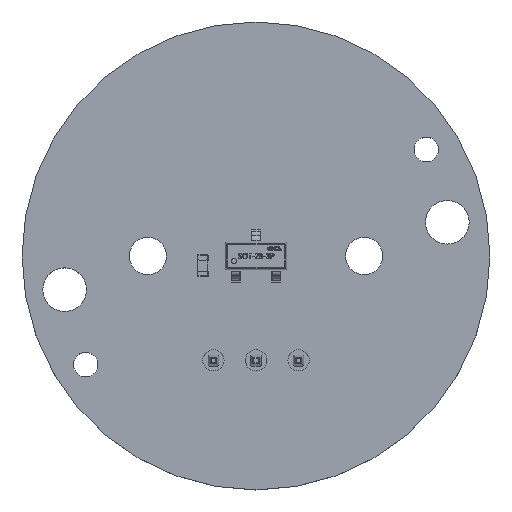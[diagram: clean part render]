
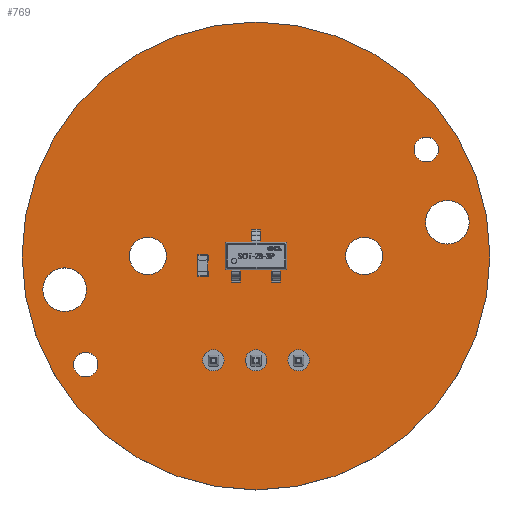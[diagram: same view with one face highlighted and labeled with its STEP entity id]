
A CAD part, top view. The second image highlights one B-rep face of the part: STEP entity #769.
In plain terms, the highlighted planar face has unit normal (0, 0, 1).
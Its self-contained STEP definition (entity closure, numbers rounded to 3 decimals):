
#70 = VERTEX_POINT('',#71);
#71 = CARTESIAN_POINT('',(-10.987,0.,
    1.6));
#77 = EDGE_CURVE('',#70,#78,#80,.T.);
#78 = VERTEX_POINT('',#79);
#79 = CARTESIAN_POINT('',(10.987,0.,
    1.6));
#80 = CIRCLE('',#81,10.987);
#81 = AXIS2_PLACEMENT_3D('',#82,#83,#84);
#82 = CARTESIAN_POINT('',(0.,0.,1.6));
#83 = DIRECTION('',(0.,0.,-1.));
#84 = DIRECTION('',(-1.,0.,0.));
#110 = EDGE_CURVE('',#78,#70,#111,.T.);
#111 = CIRCLE('',#112,10.987);
#112 = AXIS2_PLACEMENT_3D('',#113,#114,#115);
#113 = CARTESIAN_POINT('',(0.,0.,
    1.6));
#114 = DIRECTION('',(-0.,0.,-1.));
#115 = DIRECTION('',(1.,0.,-0.));
#136 = VERTEX_POINT('',#137);
#137 = CARTESIAN_POINT('',(-7.961,-1.584,
    1.6));
#143 = EDGE_CURVE('',#136,#144,#146,.T.);
#144 = VERTEX_POINT('',#145);
#145 = CARTESIAN_POINT('',(-10.011,-1.584,
    1.6));
#146 = CIRCLE('',#147,1.025);
#147 = AXIS2_PLACEMENT_3D('',#148,#149,#150);
#148 = CARTESIAN_POINT('',(-8.986,-1.584,
    1.6));
#149 = DIRECTION('',(0.,0.,1.));
#150 = DIRECTION('',(1.,0.,-0.));
#176 = EDGE_CURVE('',#144,#136,#177,.T.);
#177 = CIRCLE('',#178,1.025);
#178 = AXIS2_PLACEMENT_3D('',#179,#180,#181);
#179 = CARTESIAN_POINT('',(-8.986,-1.584,
    1.6));
#180 = DIRECTION('',(0.,0.,1.));
#181 = DIRECTION('',(-1.,0.,0.));
#202 = VERTEX_POINT('',#203);
#203 = CARTESIAN_POINT('',(-7.424,-5.1,1.6));
#209 = EDGE_CURVE('',#202,#210,#212,.T.);
#210 = VERTEX_POINT('',#211);
#211 = CARTESIAN_POINT('',(-8.576,-5.1,1.6));
#212 = CIRCLE('',#213,0.576);
#213 = AXIS2_PLACEMENT_3D('',#214,#215,#216);
#214 = CARTESIAN_POINT('',(-8.,-5.1,1.6));
#215 = DIRECTION('',(0.,0.,1.));
#216 = DIRECTION('',(1.,0.,-0.));
#242 = EDGE_CURVE('',#210,#202,#243,.T.);
#243 = CIRCLE('',#244,0.576);
#244 = AXIS2_PLACEMENT_3D('',#245,#246,#247);
#245 = CARTESIAN_POINT('',(-8.,-5.1,1.6));
#246 = DIRECTION('',(0.,0.,1.));
#247 = DIRECTION('',(-1.,0.,0.));
#268 = VERTEX_POINT('',#269);
#269 = CARTESIAN_POINT('',(-4.205,0.,
    1.6));
#275 = EDGE_CURVE('',#268,#276,#278,.T.);
#276 = VERTEX_POINT('',#277);
#277 = CARTESIAN_POINT('',(-5.955,0.,
    1.6));
#278 = CIRCLE('',#279,0.875);
#279 = AXIS2_PLACEMENT_3D('',#280,#281,#282);
#280 = CARTESIAN_POINT('',(-5.08,0.,
    1.6));
#281 = DIRECTION('',(0.,0.,1.));
#282 = DIRECTION('',(1.,0.,-0.));
#308 = EDGE_CURVE('',#276,#268,#309,.T.);
#309 = CIRCLE('',#310,0.875);
#310 = AXIS2_PLACEMENT_3D('',#311,#312,#313);
#311 = CARTESIAN_POINT('',(-5.08,0.,
    1.6));
#312 = DIRECTION('',(0.,0.,1.));
#313 = DIRECTION('',(-1.,0.,0.));
#334 = VERTEX_POINT('',#335);
#335 = CARTESIAN_POINT('',(-1.5,-4.9,1.6));
#341 = EDGE_CURVE('',#334,#342,#344,.T.);
#342 = VERTEX_POINT('',#343);
#343 = CARTESIAN_POINT('',(-2.5,-4.9,1.6));
#344 = CIRCLE('',#345,0.5);
#345 = AXIS2_PLACEMENT_3D('',#346,#347,#348);
#346 = CARTESIAN_POINT('',(-2.,-4.9,1.6));
#347 = DIRECTION('',(0.,0.,1.));
#348 = DIRECTION('',(1.,0.,-0.));
#374 = EDGE_CURVE('',#342,#334,#375,.T.);
#375 = CIRCLE('',#376,0.5);
#376 = AXIS2_PLACEMENT_3D('',#377,#378,#379);
#377 = CARTESIAN_POINT('',(-2.,-4.9,1.6));
#378 = DIRECTION('',(0.,0.,1.));
#379 = DIRECTION('',(-1.,0.,0.));
#400 = VERTEX_POINT('',#401);
#401 = CARTESIAN_POINT('',(0.501,-4.9,1.6));
#407 = EDGE_CURVE('',#400,#408,#410,.T.);
#408 = VERTEX_POINT('',#409);
#409 = CARTESIAN_POINT('',(-0.499,-4.9,1.6));
#410 = CIRCLE('',#411,0.5);
#411 = AXIS2_PLACEMENT_3D('',#412,#413,#414);
#412 = CARTESIAN_POINT('',(0.001,-4.9,1.6));
#413 = DIRECTION('',(0.,0.,1.));
#414 = DIRECTION('',(1.,0.,-0.));
#440 = EDGE_CURVE('',#408,#400,#441,.T.);
#441 = CIRCLE('',#442,0.5);
#442 = AXIS2_PLACEMENT_3D('',#443,#444,#445);
#443 = CARTESIAN_POINT('',(0.001,-4.9,1.6));
#444 = DIRECTION('',(0.,0.,1.));
#445 = DIRECTION('',(-1.,0.,0.));
#466 = VERTEX_POINT('',#467);
#467 = CARTESIAN_POINT('',(2.501,-4.9,1.6));
#473 = EDGE_CURVE('',#466,#474,#476,.T.);
#474 = VERTEX_POINT('',#475);
#475 = CARTESIAN_POINT('',(1.501,-4.9,1.6));
#476 = CIRCLE('',#477,0.5);
#477 = AXIS2_PLACEMENT_3D('',#478,#479,#480);
#478 = CARTESIAN_POINT('',(2.001,-4.9,1.6));
#479 = DIRECTION('',(0.,0.,1.));
#480 = DIRECTION('',(1.,0.,-0.));
#506 = EDGE_CURVE('',#474,#466,#507,.T.);
#507 = CIRCLE('',#508,0.5);
#508 = AXIS2_PLACEMENT_3D('',#509,#510,#511);
#509 = CARTESIAN_POINT('',(2.001,-4.9,1.6));
#510 = DIRECTION('',(0.,0.,1.));
#511 = DIRECTION('',(-1.,0.,0.));
#532 = VERTEX_POINT('',#533);
#533 = CARTESIAN_POINT('',(5.955,0.,
    1.6));
#539 = EDGE_CURVE('',#532,#540,#542,.T.);
#540 = VERTEX_POINT('',#541);
#541 = CARTESIAN_POINT('',(4.205,0.,
    1.6));
#542 = CIRCLE('',#543,0.875);
#543 = AXIS2_PLACEMENT_3D('',#544,#545,#546);
#544 = CARTESIAN_POINT('',(5.08,0.,
    1.6));
#545 = DIRECTION('',(0.,0.,1.));
#546 = DIRECTION('',(1.,0.,-0.));
#572 = EDGE_CURVE('',#540,#532,#573,.T.);
#573 = CIRCLE('',#574,0.875);
#574 = AXIS2_PLACEMENT_3D('',#575,#576,#577);
#575 = CARTESIAN_POINT('',(5.08,0.,
    1.6));
#576 = DIRECTION('',(0.,0.,1.));
#577 = DIRECTION('',(-1.,0.,0.));
#598 = VERTEX_POINT('',#599);
#599 = CARTESIAN_POINT('',(8.576,5.,1.6));
#605 = EDGE_CURVE('',#598,#606,#608,.T.);
#606 = VERTEX_POINT('',#607);
#607 = CARTESIAN_POINT('',(7.424,5.,1.6));
#608 = CIRCLE('',#609,0.576);
#609 = AXIS2_PLACEMENT_3D('',#610,#611,#612);
#610 = CARTESIAN_POINT('',(8.,5.,1.6));
#611 = DIRECTION('',(0.,0.,1.));
#612 = DIRECTION('',(1.,0.,-0.));
#638 = EDGE_CURVE('',#606,#598,#639,.T.);
#639 = CIRCLE('',#640,0.576);
#640 = AXIS2_PLACEMENT_3D('',#641,#642,#643);
#641 = CARTESIAN_POINT('',(8.,5.,1.6));
#642 = DIRECTION('',(0.,0.,1.));
#643 = DIRECTION('',(-1.,0.,0.));
#664 = VERTEX_POINT('',#665);
#665 = CARTESIAN_POINT('',(10.011,1.584,1.6
    ));
#671 = EDGE_CURVE('',#664,#672,#674,.T.);
#672 = VERTEX_POINT('',#673);
#673 = CARTESIAN_POINT('',(7.961,1.584,1.6)
  );
#674 = CIRCLE('',#675,1.025);
#675 = AXIS2_PLACEMENT_3D('',#676,#677,#678);
#676 = CARTESIAN_POINT('',(8.986,1.584,1.6)
  );
#677 = DIRECTION('',(0.,0.,1.));
#678 = DIRECTION('',(1.,0.,-0.));
#704 = EDGE_CURVE('',#672,#664,#705,.T.);
#705 = CIRCLE('',#706,1.025);
#706 = AXIS2_PLACEMENT_3D('',#707,#708,#709);
#707 = CARTESIAN_POINT('',(8.986,1.584,1.6)
  );
#708 = DIRECTION('',(0.,0.,1.));
#709 = DIRECTION('',(-1.,0.,0.));
#769 = ADVANCED_FACE('',(#770,#774,#778,#782,#786,#790,#794,#798,#802,
    #806),#810,.F.);
#770 = FACE_BOUND('',#771,.F.);
#771 = EDGE_LOOP('',(#772,#773));
#772 = ORIENTED_EDGE('',*,*,#77,.T.);
#773 = ORIENTED_EDGE('',*,*,#110,.T.);
#774 = FACE_BOUND('',#775,.F.);
#775 = EDGE_LOOP('',(#776,#777));
#776 = ORIENTED_EDGE('',*,*,#143,.T.);
#777 = ORIENTED_EDGE('',*,*,#176,.T.);
#778 = FACE_BOUND('',#779,.F.);
#779 = EDGE_LOOP('',(#780,#781));
#780 = ORIENTED_EDGE('',*,*,#209,.T.);
#781 = ORIENTED_EDGE('',*,*,#242,.T.);
#782 = FACE_BOUND('',#783,.F.);
#783 = EDGE_LOOP('',(#784,#785));
#784 = ORIENTED_EDGE('',*,*,#275,.T.);
#785 = ORIENTED_EDGE('',*,*,#308,.T.);
#786 = FACE_BOUND('',#787,.F.);
#787 = EDGE_LOOP('',(#788,#789));
#788 = ORIENTED_EDGE('',*,*,#341,.T.);
#789 = ORIENTED_EDGE('',*,*,#374,.T.);
#790 = FACE_BOUND('',#791,.F.);
#791 = EDGE_LOOP('',(#792,#793));
#792 = ORIENTED_EDGE('',*,*,#407,.T.);
#793 = ORIENTED_EDGE('',*,*,#440,.T.);
#794 = FACE_BOUND('',#795,.F.);
#795 = EDGE_LOOP('',(#796,#797));
#796 = ORIENTED_EDGE('',*,*,#473,.T.);
#797 = ORIENTED_EDGE('',*,*,#506,.T.);
#798 = FACE_BOUND('',#799,.F.);
#799 = EDGE_LOOP('',(#800,#801));
#800 = ORIENTED_EDGE('',*,*,#539,.T.);
#801 = ORIENTED_EDGE('',*,*,#572,.T.);
#802 = FACE_BOUND('',#803,.F.);
#803 = EDGE_LOOP('',(#804,#805));
#804 = ORIENTED_EDGE('',*,*,#605,.T.);
#805 = ORIENTED_EDGE('',*,*,#638,.T.);
#806 = FACE_BOUND('',#807,.F.);
#807 = EDGE_LOOP('',(#808,#809));
#808 = ORIENTED_EDGE('',*,*,#671,.T.);
#809 = ORIENTED_EDGE('',*,*,#704,.T.);
#810 = PLANE('',#811);
#811 = AXIS2_PLACEMENT_3D('',#812,#813,#814);
#812 = CARTESIAN_POINT('',(0.,0.,
    1.6));
#813 = DIRECTION('',(-0.,-0.,-1.));
#814 = DIRECTION('',(-1.,0.,0.));
